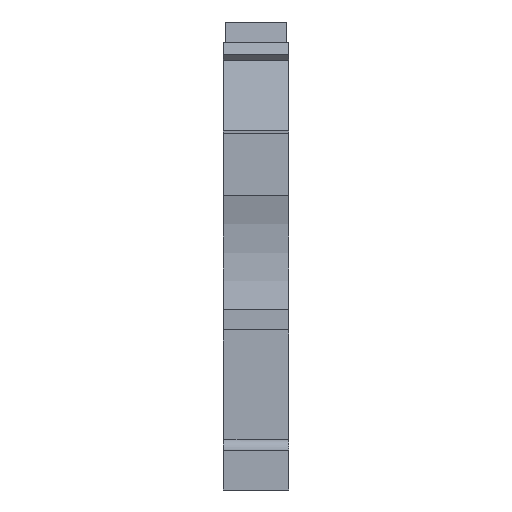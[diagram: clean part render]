
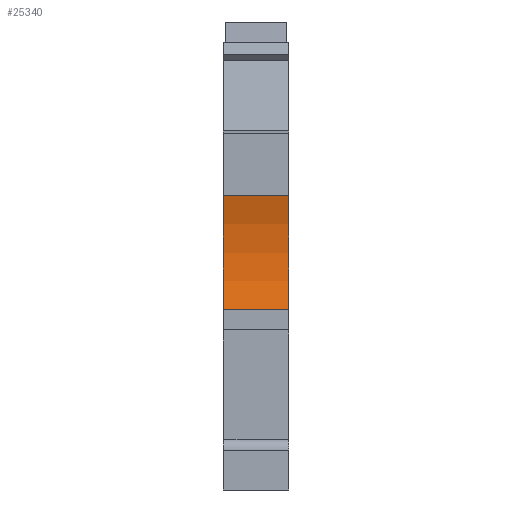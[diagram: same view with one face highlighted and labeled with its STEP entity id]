
A CAD part, front view. The second image highlights one B-rep face of the part: STEP entity #25340.
In plain terms, the highlighted cylindrical face has radius 15 mm (diameter 30 mm), a partial arc.
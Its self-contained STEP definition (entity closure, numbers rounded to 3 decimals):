
#60=CARTESIAN_POINT('',(-22.368,-21.2,
53.67));
#70=DIRECTION('',(0.,0.,1.));
#80=VECTOR('',#70,1.);
#90=LINE('',#60,#80);
#100=CARTESIAN_POINT('',(-22.368,-21.2,
48.52));
#110=VERTEX_POINT('',#100);
#120=CARTESIAN_POINT('',(-22.368,-21.2,
53.67));
#130=VERTEX_POINT('',#120);
#140=EDGE_CURVE('',#110,#130,#90,.T.);
#11410=CARTESIAN_POINT('',(-22.368,-30.2,
53.67));
#11420=VERTEX_POINT('',#11410);
#11450=CARTESIAN_POINT('',(-36.677,-25.7,
53.67));
#11460=DIRECTION('',(0.,0.,1.));
#11470=DIRECTION('',(1.,0.,0.));
#11480=AXIS2_PLACEMENT_3D('',#11450,#11460,#11470);
#11490=CIRCLE('',#11480,15.);
#11500=EDGE_CURVE('',#11420,#130,#11490,.T.);
#18850=CARTESIAN_POINT('',(-36.677,-25.7,
48.52));
#18860=DIRECTION('',(0.,0.,1.));
#18870=DIRECTION('',(1.,0.,0.));
#18880=AXIS2_PLACEMENT_3D('',#18850,#18860,#18870);
#18890=CIRCLE('',#18880,15.);
#18900=CARTESIAN_POINT('',(-22.368,-30.2,
48.52));
#18910=VERTEX_POINT('',#18900);
#18920=EDGE_CURVE('',#18910,#110,#18890,.T.);
#25180=CARTESIAN_POINT('',(-36.677,-25.7,
53.67));
#25190=DIRECTION('',(0.,0.,1.));
#25200=DIRECTION('',(1.,0.,0.));
#25210=AXIS2_PLACEMENT_3D('',#25180,#25190,#25200);
#25220=CYLINDRICAL_SURFACE('',#25210,15.);
#25230=CARTESIAN_POINT('',(-22.368,-30.2,
53.67));
#25240=DIRECTION('',(0.,0.,1.));
#25250=VECTOR('',#25240,1.);
#25260=LINE('',#25230,#25250);
#25270=EDGE_CURVE('',#18910,#11420,#25260,.T.);
#25280=ORIENTED_EDGE('',*,*,#25270,.T.);
#25290=ORIENTED_EDGE('',*,*,#18920,.F.);
#25300=ORIENTED_EDGE('',*,*,#140,.F.);
#25310=ORIENTED_EDGE('',*,*,#11500,.T.);
#25320=EDGE_LOOP('',(#25310,#25300,#25290,#25280));
#25330=FACE_OUTER_BOUND('',#25320,.T.);
#25340=ADVANCED_FACE('',(#25330),#25220,.F.);
